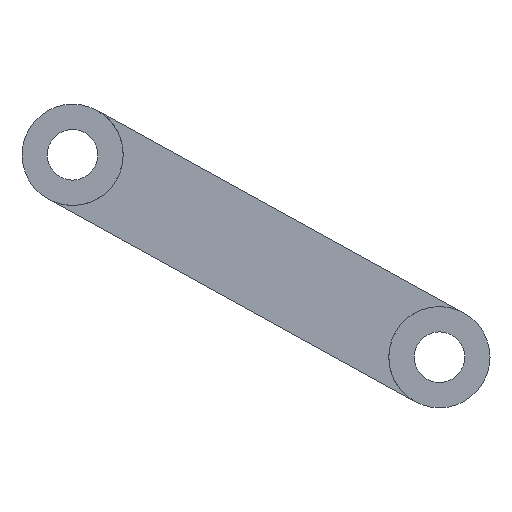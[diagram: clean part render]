
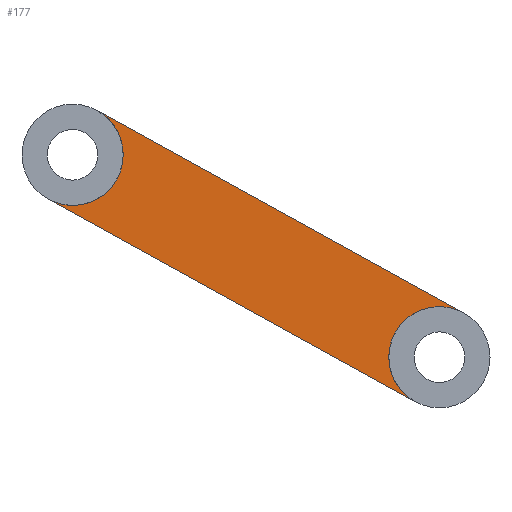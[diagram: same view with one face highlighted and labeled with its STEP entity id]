
A CAD part, front view. The second image highlights one B-rep face of the part: STEP entity #177.
In plain terms, the highlighted planar face has unit normal (0, -1, 0).
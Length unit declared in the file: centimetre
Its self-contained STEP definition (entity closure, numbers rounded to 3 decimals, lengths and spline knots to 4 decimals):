
#15=PLANE('',#210);
#20=CIRCLE('',#198,1.);
#24=CIRCLE('',#204,1.);
#56=ORIENTED_EDGE('',*,*,#78,.F.);
#57=ORIENTED_EDGE('',*,*,#73,.T.);
#58=ORIENTED_EDGE('',*,*,#86,.T.);
#59=ORIENTED_EDGE('',*,*,#81,.T.);
#73=EDGE_CURVE('',#94,#93,#20,.T.);
#78=EDGE_CURVE('',#94,#98,#110,.T.);
#81=EDGE_CURVE('',#100,#98,#24,.T.);
#86=EDGE_CURVE('',#93,#100,#114,.T.);
#93=VERTEX_POINT('',#283);
#94=VERTEX_POINT('',#285);
#98=VERTEX_POINT('',#295);
#100=VERTEX_POINT('',#301);
#110=LINE('',#294,#118);
#114=LINE('',#310,#122);
#118=VECTOR('',#237,100.);
#122=VECTOR('',#253,100.);
#133=EDGE_LOOP('',(#56,#57,#58,#59));
#155=FACE_BOUND('',#133,.T.);
#177=ADVANCED_FACE('',(#155),#15,.F.);
#198=AXIS2_PLACEMENT_3D('',#284,#226,#227);
#204=AXIS2_PLACEMENT_3D('',#300,#242,#243);
#210=AXIS2_PLACEMENT_3D('',#313,#257,#258);
#226=DIRECTION('',(0.,1.,0.));
#227=DIRECTION('',(1.,0.,0.));
#237=DIRECTION('',(0.876,0.,-0.483));
#242=DIRECTION('',(0.,1.,0.));
#243=DIRECTION('',(1.,0.,0.));
#253=DIRECTION('',(0.876,0.,-0.483));
#257=DIRECTION('',(0.,1.,0.));
#258=DIRECTION('',(1.,0.,0.));
#283=CARTESIAN_POINT('',(-10.4831,2.15,4.1244));
#284=CARTESIAN_POINT('',(-10.,2.15,5.));
#285=CARTESIAN_POINT('',(-9.5169,2.15,5.8756));
#294=CARTESIAN_POINT('',(-5.8919,2.15,3.8756));
#295=CARTESIAN_POINT('',(-2.2669,2.15,1.8756));
#300=CARTESIAN_POINT('',(-2.75,2.15,1.));
#301=CARTESIAN_POINT('',(-3.2331,2.15,0.1244));
#310=CARTESIAN_POINT('',(-6.8581,2.15,2.1244));
#313=CARTESIAN_POINT('',(-6.375,2.15,3.));
